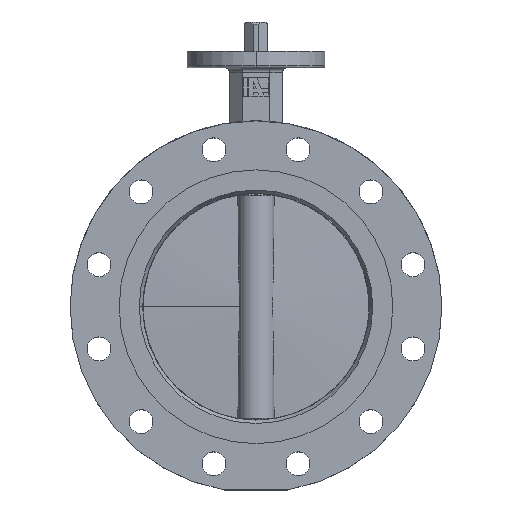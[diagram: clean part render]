
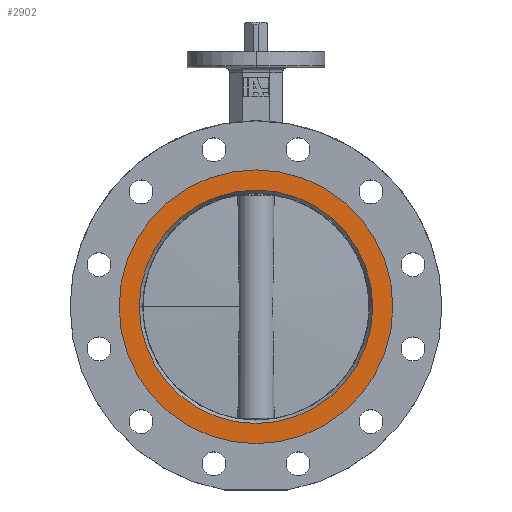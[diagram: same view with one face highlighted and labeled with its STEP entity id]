
A CAD part, top view. The second image highlights one B-rep face of the part: STEP entity #2902.
In plain terms, the highlighted planar face has unit normal (0, 0, 1).
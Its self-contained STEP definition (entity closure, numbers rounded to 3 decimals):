
#291 = CARTESIAN_POINT ( 'NONE',  ( 127.464, 0., 34. ) ) ;
#292 = CARTESIAN_POINT ( 'NONE',  ( -127.464, 0., 34. ) ) ;
#316 = CARTESIAN_POINT ( 'NONE',  ( 149.5, 0., 34. ) ) ;
#387 = CARTESIAN_POINT ( 'NONE',  ( -149.5, 0., 34. ) ) ;
#1068 = ORIENTED_EDGE ( 'NONE', *, *, #3341, .T. ) ;
#1075 = ORIENTED_EDGE ( 'NONE', *, *, #3332, .T. ) ;
#1076 = ORIENTED_EDGE ( 'NONE', *, *, #3333, .T. ) ;
#1085 = ORIENTED_EDGE ( 'NONE', *, *, #3337, .T. ) ;
#2031 = EDGE_LOOP ( 'NONE', ( #1068, #1076 ) ) ;
#2293 = FACE_BOUND ( 'NONE', #2031, .T. ) ;
#2296 = FACE_OUTER_BOUND ( 'NONE', #4597, .T. ) ;
#2499 = CIRCLE ( 'NONE', #4865, 149.5 ) ;
#2500 = CIRCLE ( 'NONE', #4866, 127.464 ) ;
#2506 = CIRCLE ( 'NONE', #4868, 149.5 ) ;
#2511 = CIRCLE ( 'NONE', #4869, 127.464 ) ;
#2811 = DIRECTION ( 'NONE',  ( 0., 0., -1. ) ) ;
#2813 = CARTESIAN_POINT ( 'NONE',  ( 0., 0., 34. ) ) ;
#2817 = DIRECTION ( 'NONE',  ( 1., 0., 0. ) ) ;
#2902 = ADVANCED_FACE ( 'NONE', ( #2293, #2296 ), #5654, .T. ) ;
#2999 = DIRECTION ( 'NONE',  ( 1., 0., 0. ) ) ;
#3002 = DIRECTION ( 'NONE',  ( 0., 0., 1. ) ) ;
#3003 = CARTESIAN_POINT ( 'NONE',  ( 0., 0., 34. ) ) ;
#3022 = DIRECTION ( 'NONE',  ( 1., 0., 0. ) ) ;
#3023 = DIRECTION ( 'NONE',  ( 0., 0., -1. ) ) ;
#3024 = CARTESIAN_POINT ( 'NONE',  ( 0., 0., 34. ) ) ;
#3028 = DIRECTION ( 'NONE',  ( 1., 0., 0. ) ) ;
#3029 = DIRECTION ( 'NONE',  ( 0., 0., 1. ) ) ;
#3031 = CARTESIAN_POINT ( 'NONE',  ( 0., 0., 34. ) ) ;
#3332 = EDGE_CURVE ( 'NONE', #4480, #4409, #2499, .T. ) ;
#3333 = EDGE_CURVE ( 'NONE', #4385, #4384, #2500, .T. ) ;
#3337 = EDGE_CURVE ( 'NONE', #4409, #4480, #2506, .T. ) ;
#3341 = EDGE_CURVE ( 'NONE', #4384, #4385, #2511, .T. ) ;
#4384 = VERTEX_POINT ( 'NONE', #291 ) ;
#4385 = VERTEX_POINT ( 'NONE', #292 ) ;
#4409 = VERTEX_POINT ( 'NONE', #316 ) ;
#4480 = VERTEX_POINT ( 'NONE', #387 ) ;
#4597 = EDGE_LOOP ( 'NONE', ( #1075, #1085 ) ) ;
#4865 = AXIS2_PLACEMENT_3D ( 'NONE', #3031, #3029, #3028 ) ;
#4866 = AXIS2_PLACEMENT_3D ( 'NONE', #3024, #3023, #3022 ) ;
#4868 = AXIS2_PLACEMENT_3D ( 'NONE', #3003, #3002, #2999 ) ;
#4869 = AXIS2_PLACEMENT_3D ( 'NONE', #2813, #2811, #2817 ) ;
#5546 = AXIS2_PLACEMENT_3D ( 'NONE', #5697, #5796, #5650 ) ;
#5650 = DIRECTION ( 'NONE',  ( 1., 0., 0. ) ) ;
#5654 = PLANE ( 'NONE',  #5546 ) ;
#5697 = CARTESIAN_POINT ( 'NONE',  ( 0., 0., 34. ) ) ;
#5796 = DIRECTION ( 'NONE',  ( 0., 0., 1. ) ) ;
